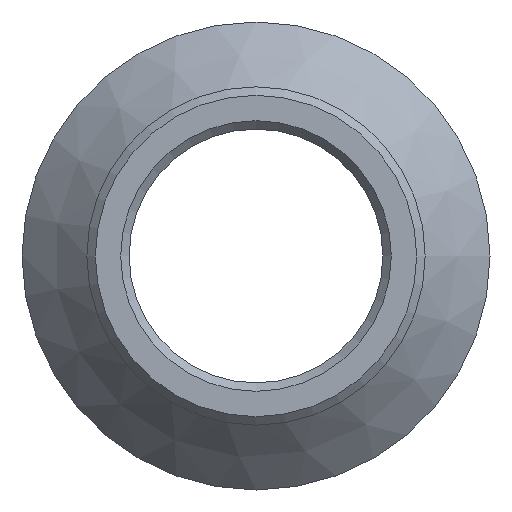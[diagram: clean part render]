
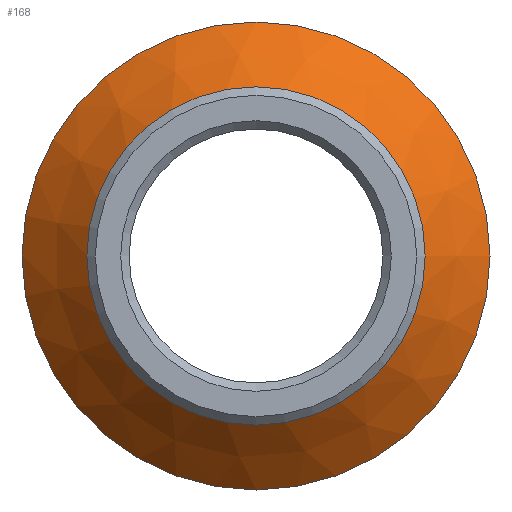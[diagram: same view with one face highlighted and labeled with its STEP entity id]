
A CAD part, left-side view. The second image highlights one B-rep face of the part: STEP entity #168.
In plain terms, the highlighted conical face has half-angle 45 degrees and reference radius 7.15 mm.
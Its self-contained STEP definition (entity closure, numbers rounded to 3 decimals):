
#31=FACE_OUTER_BOUND('',#43,.T.);
#43=EDGE_LOOP('',(#150,#151,#152,#153));
#51=LINE('',#317,#59);
#59=VECTOR('',#270,7.15);
#64=CIRCLE('',#196,6.);
#73=CIRCLE('',#211,8.3);
#78=VERTEX_POINT('',#284);
#87=VERTEX_POINT('',#313);
#93=EDGE_CURVE('',#78,#78,#64,.T.);
#108=EDGE_CURVE('',#87,#87,#73,.T.);
#109=EDGE_CURVE('',#87,#78,#51,.T.);
#150=ORIENTED_EDGE('',*,*,#108,.F.);
#151=ORIENTED_EDGE('',*,*,#109,.T.);
#152=ORIENTED_EDGE('',*,*,#93,.T.);
#153=ORIENTED_EDGE('',*,*,#109,.F.);
#158=CONICAL_SURFACE('',#212,7.15,0.785);
#168=ADVANCED_FACE('',(#31),#158,.T.);
#196=AXIS2_PLACEMENT_3D('',#285,#230,#231);
#211=AXIS2_PLACEMENT_3D('',#315,#266,#267);
#212=AXIS2_PLACEMENT_3D('',#316,#268,#269);
#230=DIRECTION('center_axis',(1.,0.,0.));
#231=DIRECTION('ref_axis',(0.,0.,-1.));
#266=DIRECTION('center_axis',(1.,0.,0.));
#267=DIRECTION('ref_axis',(0.,0.,-1.));
#268=DIRECTION('center_axis',(1.,0.,0.));
#269=DIRECTION('ref_axis',(0.,1.,0.));
#270=DIRECTION('',(-0.707,0.707,0.));
#284=CARTESIAN_POINT('',(-9.3,-6.,0.));
#285=CARTESIAN_POINT('Origin',(-9.3,0.,0.));
#313=CARTESIAN_POINT('',(-7.,-8.3,0.));
#315=CARTESIAN_POINT('Origin',(-7.,0.,0.));
#316=CARTESIAN_POINT('Origin',(-8.15,0.,0.));
#317=CARTESIAN_POINT('',(-8.15,-7.15,0.));
